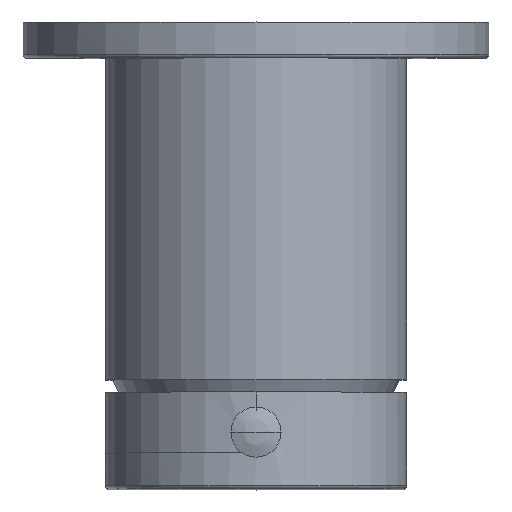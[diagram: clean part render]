
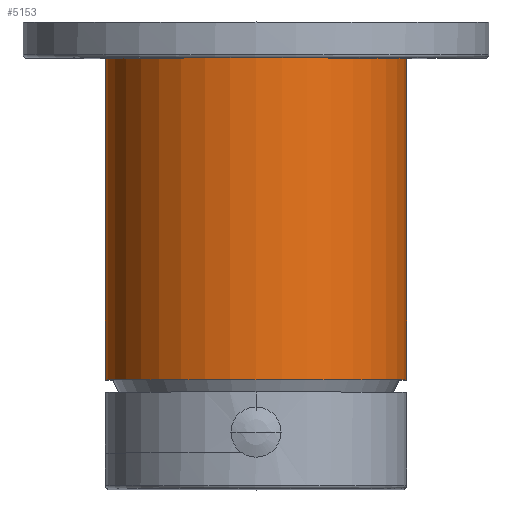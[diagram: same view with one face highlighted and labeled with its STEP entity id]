
A CAD part, top view. The second image highlights one B-rep face of the part: STEP entity #5153.
In plain terms, the highlighted cylindrical face has radius 21 mm (diameter 42 mm), a partial arc.
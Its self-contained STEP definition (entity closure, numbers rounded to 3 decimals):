
#4909=CARTESIAN_POINT('',(0.,49.9,0.));
#4910=DIRECTION('',(0.,-1.,0.));
#4911=DIRECTION('',(1.,0.,0.));
#4912=AXIS2_PLACEMENT_3D('',#4909,#4910,#4911);
#4929=DIRECTION('',(0.,1.,0.));
#4930=VECTOR('',#4929,49.7);
#4931=CARTESIAN_POINT('',(-21.,0.2,0.));
#4932=LINE('',#4931,#4930);
#4933=CARTESIAN_POINT('',(0.,0.2,0.));
#4934=DIRECTION('',(0.,1.,0.));
#4935=DIRECTION('',(-1.,0.,0.));
#4936=AXIS2_PLACEMENT_3D('',#4933,#4934,#4935);
#4938=CARTESIAN_POINT('',(0.,0.2,0.));
#4939=DIRECTION('',(0.,1.,0.));
#4940=DIRECTION('',(0.,0.,1.));
#4941=AXIS2_PLACEMENT_3D('',#4938,#4939,#4940);
#4991=DIRECTION('',(0.,1.,0.));
#4992=VECTOR('',#4991,49.7);
#4993=CARTESIAN_POINT('',(21.,0.2,0.));
#4994=LINE('',#4993,#4992);
#5071=CARTESIAN_POINT('',(21.,49.9,0.));
#5072=CARTESIAN_POINT('',(-21.,49.9,0.));
#5073=VERTEX_POINT('',#5071);
#5074=VERTEX_POINT('',#5072);
#5079=CARTESIAN_POINT('',(0.,0.2,21.));
#5080=CARTESIAN_POINT('',(21.,0.2,0.));
#5081=VERTEX_POINT('',#5079);
#5082=VERTEX_POINT('',#5080);
#5083=CARTESIAN_POINT('',(-21.,0.2,0.));
#5084=VERTEX_POINT('',#5083);
#5137=CARTESIAN_POINT('',(0.,52.395,0.));
#5138=DIRECTION('',(0.,-1.,0.));
#5139=DIRECTION('',(-1.,0.,0.));
#5140=AXIS2_PLACEMENT_3D('',#5137,#5138,#5139);
#5141=CYLINDRICAL_SURFACE('',#5140,21.);
#5143=ORIENTED_EDGE('',*,*,#5142,.F.);
#5145=ORIENTED_EDGE('',*,*,#5144,.F.);
#5147=ORIENTED_EDGE('',*,*,#5146,.T.);
#5148=ORIENTED_EDGE('',*,*,#5124,.F.);
#5150=ORIENTED_EDGE('',*,*,#5149,.F.);
#5151=EDGE_LOOP('',(#5143,#5145,#5147,#5148,#5150));
#5152=FACE_OUTER_BOUND('',#5151,.F.);
#4913=CIRCLE('',#4912,21.);
#4937=CIRCLE('',#4936,21.);
#4942=CIRCLE('',#4941,21.);
#5124=EDGE_CURVE('',#5073,#5074,#4913,.T.);
#5142=EDGE_CURVE('',#5081,#5082,#4942,.T.);
#5144=EDGE_CURVE('',#5084,#5081,#4937,.T.);
#5146=EDGE_CURVE('',#5084,#5074,#4932,.T.);
#5149=EDGE_CURVE('',#5082,#5073,#4994,.T.);
#5153=ADVANCED_FACE('',(#5152),#5141,.T.);
